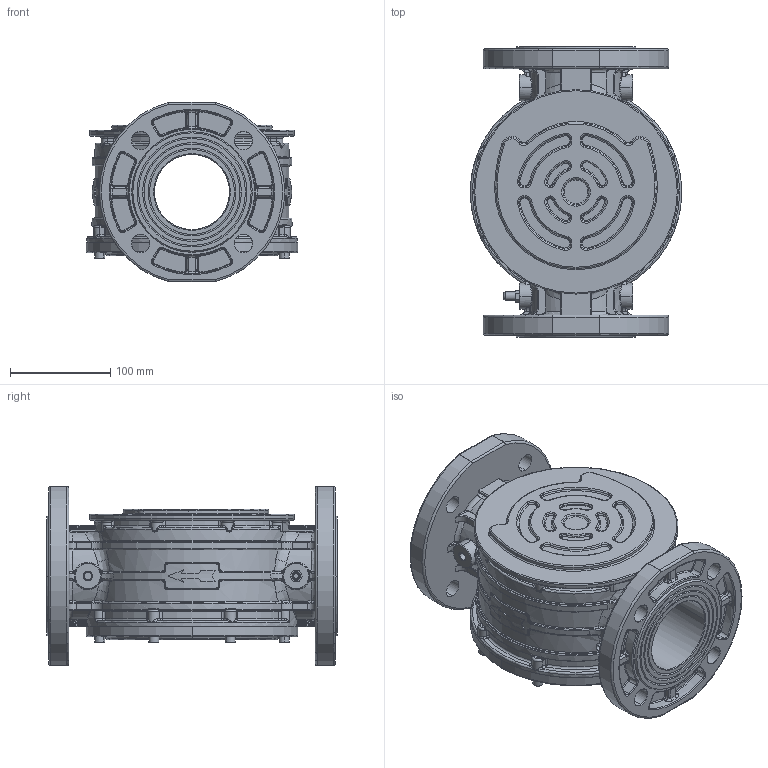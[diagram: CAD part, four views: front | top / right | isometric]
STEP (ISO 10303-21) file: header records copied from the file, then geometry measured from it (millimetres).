
FILE_DESCRIPTION((''),'2;1');
FILE_NAME('FF08_ASM','2014-03-07T',('Matteo Bolognesi'),(''),'PRO/ENGINEER BY PARAMETRIC TECHNOLOGY CORPORATION, 2012130','PRO/ENGINEER BY PARAMETRIC TECHNOLOGY CORPORATION, 2012130','');
FILE_SCHEMA(('CONFIG_CONTROL_DESIGN'));
Products named in the file (5): CO-1503; FO-1100; VITIM6; PRESSURETAP; FF08_ASM
Assembly tree (11 placements, depth 2):
  FF08_ASM
    CO-1503
    FO-1100
    VITIM6  x8
    PRESSURETAP
Bounding box: 211 x 290 x 179 mm (x, y, z)
Volume: 2226858.7 mm3; surface area: 460421.6 mm2
Topology: 11 solids, 20 shells, 2382 faces, 5565 edges, 3283 vertices
Faces by surface type: torus 682, cylinder 633, plane 545, bspline 450, sphere 38, cone 34
Entity records: 86351 total; most frequent: CARTESIAN_POINT 39925, DIRECTION 9920, ORIENTED_EDGE 9862, EDGE_CURVE 4949, AXIS2_PLACEMENT_3D 4415, VERTEX_POINT 2919, CIRCLE 2743, EDGE_LOOP 2204
